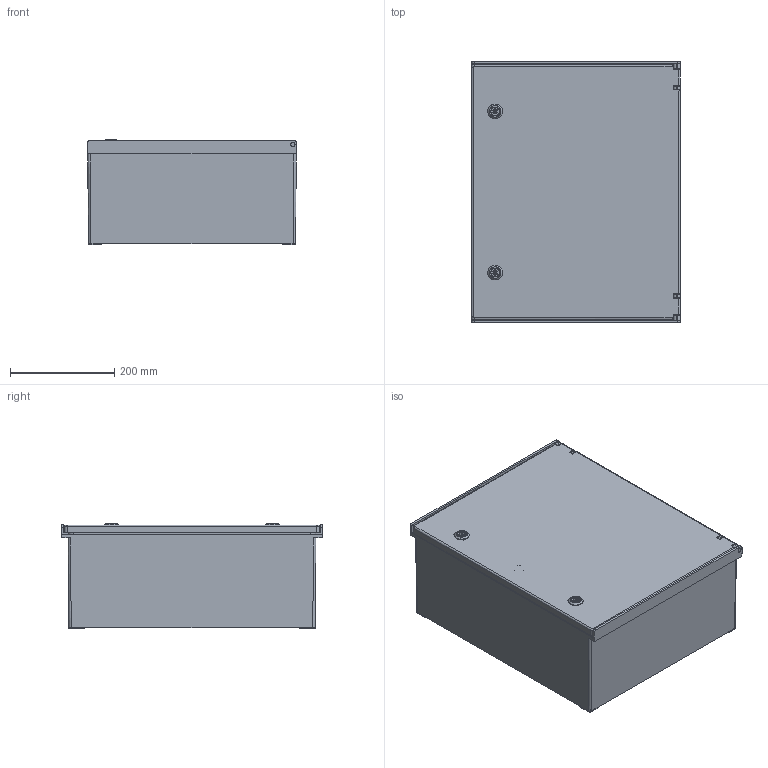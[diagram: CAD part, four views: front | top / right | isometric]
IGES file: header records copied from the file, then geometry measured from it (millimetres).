
Start section: SolidWorks IGES file using analytic representation for surfaces
Global section: file name: PS-4050.IGS; native system: SolidWorks 2010; preprocessor: SolidWorks 2010; author: Röckemann; date: 110518.075306; units: millimetre
Bounding box: 400 x 500 x 203 mm (x, y, z)
Surface area: 1757059.9 mm2 (no closed solid volume)
Topology: 0 solids, 0 shells, 2392 faces, 27937 edges, 27855 vertices
Faces by surface type: bspline 1299, revolution 1093
